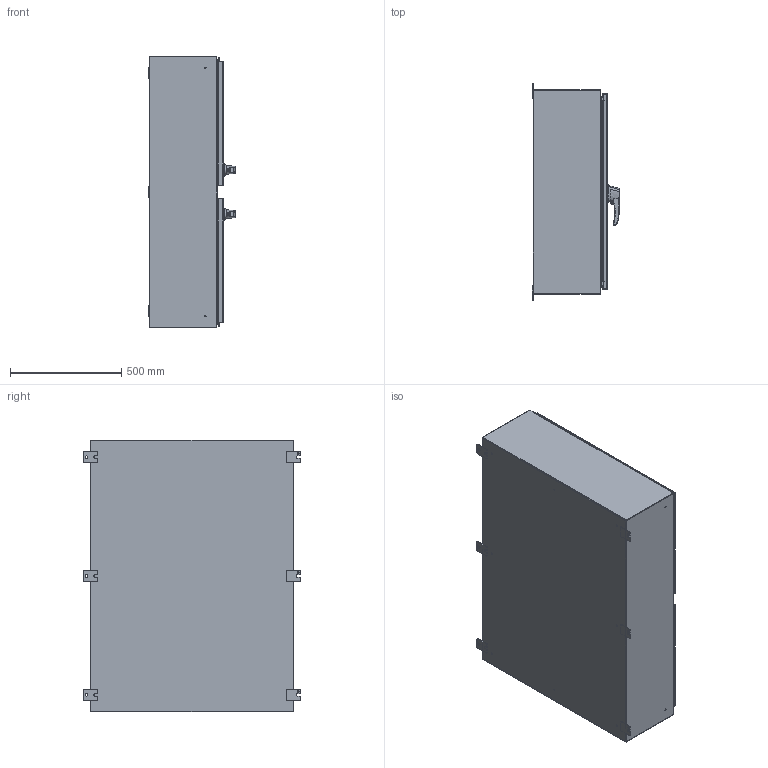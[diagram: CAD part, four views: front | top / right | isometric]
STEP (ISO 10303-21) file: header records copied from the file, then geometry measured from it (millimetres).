
FILE_DESCRIPTION (( 'STEP AP214' ), '1' );
FILE_NAME ('HN4WM364812SS.STEP', '2019-08-27T19:53:59', ( '' ), ( '' ), 'SwSTEP 2.0', 'SolidWorks 2018', '' );
FILE_SCHEMA (( 'AUTOMOTIVE_DESIGN' ));
Length unit declared in the file: inch
Products named in the file (1): HN4WM364812SS
Bounding box: 391.8 x 971.55 x 1219.2 mm (x, y, z)
Volume: 13180868.3 mm3; surface area: 10792041.7 mm2
Topology: 110 solids, 112 shells, 2936 faces, 7551 edges, 4890 vertices
Faces by surface type: plane 1387, cylinder 1281, bspline 136, cone 132
Entity records: 140270 total; most frequent: CARTESIAN_POINT 28870, ORIENTED_EDGE 15074, DIRECTION 14983, EDGE_CURVE 7537, AXIS2_PLACEMENT_3D 5411, VERTEX_POINT 4890, LINE 4161, VECTOR 4161
